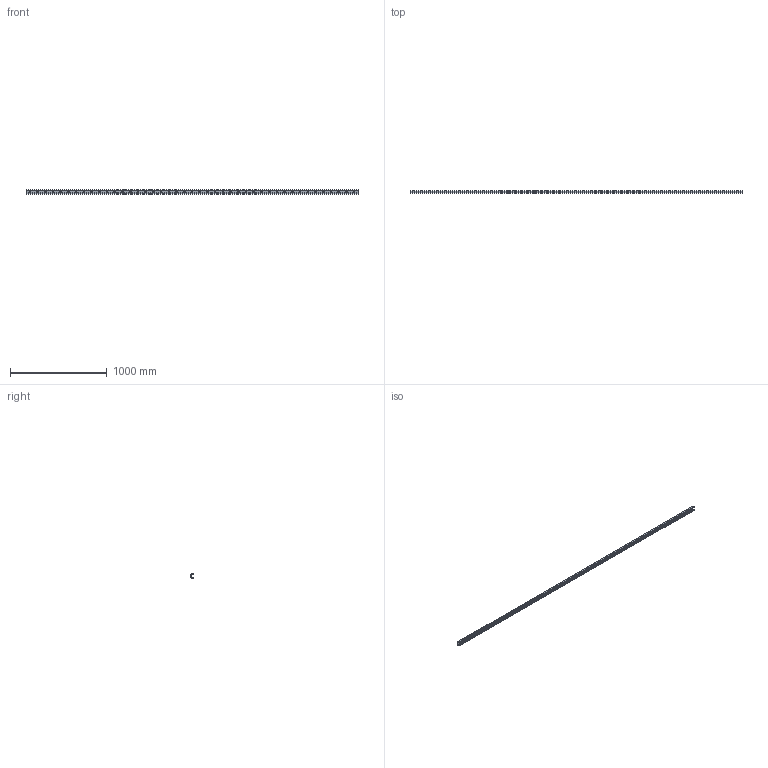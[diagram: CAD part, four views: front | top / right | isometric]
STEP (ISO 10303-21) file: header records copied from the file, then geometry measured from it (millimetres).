
FILE_DESCRIPTION((''),'2;1');
FILE_NAME('LCX 43-3440.V.stp','2016-04-28T15:10:34',('MRathmann'),(''),'Autodesk Inventor 2012','Autodesk Inventor 2012','');
FILE_SCHEMA(('CONFIG_CONTROL_DESIGN'));
Length unit declared in the file: millimetre
Products named in the file (1): LCX 43-3440.V
Bounding box: 3440 x 21 x 43 mm (x, y, z)
Volume: 1175717.4 mm3; surface area: 547244.2 mm2
Topology: 1 solids, 1 shells, 114 faces, 293 edges, 181 vertices
Faces by surface type: cylinder 56, cone 43, plane 15
Full cylindrical faces by diameter (mm): 8.5 x43
Entity records: 3256 total; most frequent: DIRECTION 592, CARTESIAN_POINT 503, ORIENTED_EDGE 414, EDGE_LOOP 286, AXIS2_PLACEMENT_3D 270, EDGE_CURVE 207, VERTEX_POINT 181, FACE_BOUND 172
